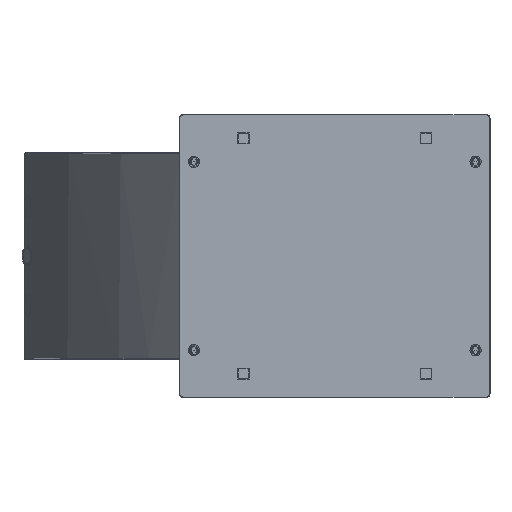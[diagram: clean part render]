
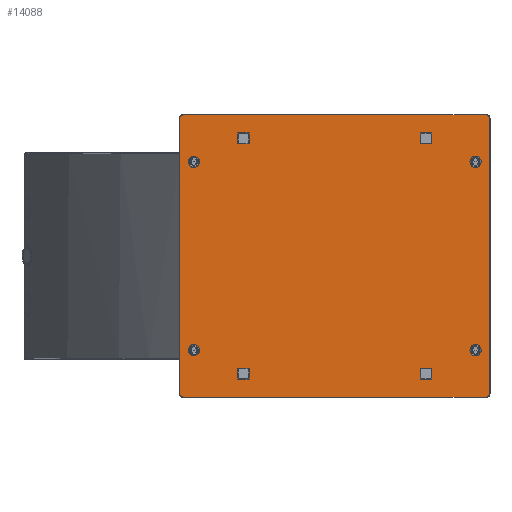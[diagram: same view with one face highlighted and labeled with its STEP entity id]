
A CAD part, front view. The second image highlights one B-rep face of the part: STEP entity #14088.
In plain terms, the highlighted planar face has unit normal (0, -1, 0).
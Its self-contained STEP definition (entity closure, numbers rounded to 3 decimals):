
#279=CIRCLE('',#17860,7.157);
#280=CIRCLE('',#17861,7.157);
#281=CIRCLE('',#17862,7.035);
#282=CIRCLE('',#17863,7.035);
#283=CIRCLE('',#17864,4.606);
#284=CIRCLE('',#17865,4.606);
#285=CIRCLE('',#17866,4.606);
#286=CIRCLE('',#17867,4.606);
#1018=PLANE('',#17859);
#3061=ORIENTED_EDGE('',*,*,#6445,.F.);
#3062=ORIENTED_EDGE('',*,*,#6446,.F.);
#3063=ORIENTED_EDGE('',*,*,#6447,.F.);
#3064=ORIENTED_EDGE('',*,*,#6448,.F.);
#3065=ORIENTED_EDGE('',*,*,#6449,.T.);
#3066=ORIENTED_EDGE('',*,*,#6450,.T.);
#3067=ORIENTED_EDGE('',*,*,#6451,.T.);
#3068=ORIENTED_EDGE('',*,*,#6452,.F.);
#3069=ORIENTED_EDGE('',*,*,#6453,.F.);
#3070=ORIENTED_EDGE('',*,*,#6454,.T.);
#3071=ORIENTED_EDGE('',*,*,#6455,.F.);
#3072=ORIENTED_EDGE('',*,*,#6456,.F.);
#3073=ORIENTED_EDGE('',*,*,#6457,.T.);
#3074=ORIENTED_EDGE('',*,*,#6458,.T.);
#3075=ORIENTED_EDGE('',*,*,#6459,.T.);
#3076=ORIENTED_EDGE('',*,*,#6460,.T.);
#3077=ORIENTED_EDGE('',*,*,#6461,.T.);
#3078=ORIENTED_EDGE('',*,*,#6462,.T.);
#3079=ORIENTED_EDGE('',*,*,#6463,.T.);
#3080=ORIENTED_EDGE('',*,*,#6464,.T.);
#3081=ORIENTED_EDGE('',*,*,#6465,.T.);
#3082=ORIENTED_EDGE('',*,*,#6466,.T.);
#3083=ORIENTED_EDGE('',*,*,#6467,.T.);
#3084=ORIENTED_EDGE('',*,*,#6468,.T.);
#3085=ORIENTED_EDGE('',*,*,#6469,.T.);
#3086=ORIENTED_EDGE('',*,*,#6470,.T.);
#3087=ORIENTED_EDGE('',*,*,#6471,.T.);
#3088=ORIENTED_EDGE('',*,*,#6472,.T.);
#6445=EDGE_CURVE('',#8267,#8267,#279,.T.);
#6446=EDGE_CURVE('',#8268,#8268,#280,.T.);
#6447=EDGE_CURVE('',#8269,#8269,#281,.T.);
#6448=EDGE_CURVE('',#8270,#8270,#282,.T.);
#6449=EDGE_CURVE('',#8271,#8272,#9618,.T.);
#6450=EDGE_CURVE('',#8272,#8273,#283,.T.);
#6451=EDGE_CURVE('',#8273,#8274,#9619,.T.);
#6452=EDGE_CURVE('',#8275,#8274,#284,.T.);
#6453=EDGE_CURVE('',#8276,#8275,#9620,.T.);
#6454=EDGE_CURVE('',#8276,#8277,#285,.T.);
#6455=EDGE_CURVE('',#8278,#8277,#9621,.T.);
#6456=EDGE_CURVE('',#8271,#8278,#286,.T.);
#6457=EDGE_CURVE('',#8279,#8280,#9622,.T.);
#6458=EDGE_CURVE('',#8280,#8281,#9623,.T.);
#6459=EDGE_CURVE('',#8281,#8282,#9624,.T.);
#6460=EDGE_CURVE('',#8282,#8279,#9625,.T.);
#6461=EDGE_CURVE('',#8283,#8284,#9626,.T.);
#6462=EDGE_CURVE('',#8284,#8285,#9627,.T.);
#6463=EDGE_CURVE('',#8285,#8286,#9628,.T.);
#6464=EDGE_CURVE('',#8286,#8283,#9629,.T.);
#6465=EDGE_CURVE('',#8287,#8288,#9630,.T.);
#6466=EDGE_CURVE('',#8288,#8289,#9631,.T.);
#6467=EDGE_CURVE('',#8289,#8290,#9632,.T.);
#6468=EDGE_CURVE('',#8290,#8287,#9633,.T.);
#6469=EDGE_CURVE('',#8291,#8292,#9634,.T.);
#6470=EDGE_CURVE('',#8292,#8293,#9635,.T.);
#6471=EDGE_CURVE('',#8293,#8294,#9636,.T.);
#6472=EDGE_CURVE('',#8294,#8291,#9637,.T.);
#8267=VERTEX_POINT('',#25176);
#8268=VERTEX_POINT('',#25178);
#8269=VERTEX_POINT('',#25180);
#8270=VERTEX_POINT('',#25182);
#8271=VERTEX_POINT('',#25184);
#8272=VERTEX_POINT('',#25185);
#8273=VERTEX_POINT('',#25187);
#8274=VERTEX_POINT('',#25189);
#8275=VERTEX_POINT('',#25191);
#8276=VERTEX_POINT('',#25193);
#8277=VERTEX_POINT('',#25195);
#8278=VERTEX_POINT('',#25197);
#8279=VERTEX_POINT('',#25200);
#8280=VERTEX_POINT('',#25201);
#8281=VERTEX_POINT('',#25203);
#8282=VERTEX_POINT('',#25205);
#8283=VERTEX_POINT('',#25208);
#8284=VERTEX_POINT('',#25209);
#8285=VERTEX_POINT('',#25211);
#8286=VERTEX_POINT('',#25213);
#8287=VERTEX_POINT('',#25216);
#8288=VERTEX_POINT('',#25217);
#8289=VERTEX_POINT('',#25219);
#8290=VERTEX_POINT('',#25221);
#8291=VERTEX_POINT('',#25224);
#8292=VERTEX_POINT('',#25225);
#8293=VERTEX_POINT('',#25227);
#8294=VERTEX_POINT('',#25229);
#9618=LINE('',#25183,#10907);
#9619=LINE('',#25188,#10908);
#9620=LINE('',#25192,#10909);
#9621=LINE('',#25196,#10910);
#9622=LINE('',#25199,#10911);
#9623=LINE('',#25202,#10912);
#9624=LINE('',#25204,#10913);
#9625=LINE('',#25206,#10914);
#9626=LINE('',#25207,#10915);
#9627=LINE('',#25210,#10916);
#9628=LINE('',#25212,#10917);
#9629=LINE('',#25214,#10918);
#9630=LINE('',#25215,#10919);
#9631=LINE('',#25218,#10920);
#9632=LINE('',#25220,#10921);
#9633=LINE('',#25222,#10922);
#9634=LINE('',#25223,#10923);
#9635=LINE('',#25226,#10924);
#9636=LINE('',#25228,#10925);
#9637=LINE('',#25230,#10926);
#10907=VECTOR('',#20272,1000.);
#10908=VECTOR('',#20275,1000.);
#10909=VECTOR('',#20278,1000.);
#10910=VECTOR('',#20281,1000.);
#10911=VECTOR('',#20284,1000.);
#10912=VECTOR('',#20285,1000.);
#10913=VECTOR('',#20286,1000.);
#10914=VECTOR('',#20287,1000.);
#10915=VECTOR('',#20288,1000.);
#10916=VECTOR('',#20289,1000.);
#10917=VECTOR('',#20290,1000.);
#10918=VECTOR('',#20291,1000.);
#10919=VECTOR('',#20292,1000.);
#10920=VECTOR('',#20293,1000.);
#10921=VECTOR('',#20294,1000.);
#10922=VECTOR('',#20295,1000.);
#10923=VECTOR('',#20296,1000.);
#10924=VECTOR('',#20297,1000.);
#10925=VECTOR('',#20298,1000.);
#10926=VECTOR('',#20299,1000.);
#12071=EDGE_LOOP('',(#3061));
#12072=EDGE_LOOP('',(#3062));
#12073=EDGE_LOOP('',(#3063));
#12074=EDGE_LOOP('',(#3064));
#12075=EDGE_LOOP('',(#3065,#3066,#3067,#3068,#3069,#3070,#3071,#3072));
#12076=EDGE_LOOP('',(#3073,#3074,#3075,#3076));
#12077=EDGE_LOOP('',(#3077,#3078,#3079,#3080));
#12078=EDGE_LOOP('',(#3081,#3082,#3083,#3084));
#12079=EDGE_LOOP('',(#3085,#3086,#3087,#3088));
#13055=FACE_BOUND('',#12071,.T.);
#13056=FACE_BOUND('',#12072,.T.);
#13057=FACE_BOUND('',#12073,.T.);
#13058=FACE_BOUND('',#12074,.T.);
#13059=FACE_BOUND('',#12075,.T.);
#13060=FACE_BOUND('',#12076,.T.);
#13061=FACE_BOUND('',#12077,.T.);
#13062=FACE_BOUND('',#12078,.T.);
#13063=FACE_BOUND('',#12079,.T.);
#14088=ADVANCED_FACE('',(#13055,#13056,#13057,#13058,#13059,#13060,#13061,
#13062,#13063),#1018,.T.);
#17859=AXIS2_PLACEMENT_3D('',#25174,#20262,#20263);
#17860=AXIS2_PLACEMENT_3D('',#25175,#20264,#20265);
#17861=AXIS2_PLACEMENT_3D('',#25177,#20266,#20267);
#17862=AXIS2_PLACEMENT_3D('',#25179,#20268,#20269);
#17863=AXIS2_PLACEMENT_3D('',#25181,#20270,#20271);
#17864=AXIS2_PLACEMENT_3D('',#25186,#20273,#20274);
#17865=AXIS2_PLACEMENT_3D('',#25190,#20276,#20277);
#17866=AXIS2_PLACEMENT_3D('',#25194,#20279,#20280);
#17867=AXIS2_PLACEMENT_3D('',#25198,#20282,#20283);
#20262=DIRECTION('',(0.,-1.,0.));
#20263=DIRECTION('',(0.,0.,-1.));
#20264=DIRECTION('',(0.,-1.,0.));
#20265=DIRECTION('',(0.,0.,-1.));
#20266=DIRECTION('',(0.,-1.,0.));
#20267=DIRECTION('',(0.,0.,-1.));
#20268=DIRECTION('',(0.,-1.,0.));
#20269=DIRECTION('',(0.,0.,-1.));
#20270=DIRECTION('',(0.,-1.,0.));
#20271=DIRECTION('',(0.,0.,-1.));
#20272=DIRECTION('',(0.,0.,-1.));
#20273=DIRECTION('',(0.,-1.,0.));
#20274=DIRECTION('',(0.,0.,-1.));
#20275=DIRECTION('',(1.,0.,0.));
#20276=DIRECTION('',(0.,1.,0.));
#20277=DIRECTION('',(0.,0.,-1.));
#20278=DIRECTION('',(0.,0.,-1.));
#20279=DIRECTION('',(0.,-1.,0.));
#20280=DIRECTION('',(0.,0.,-1.));
#20281=DIRECTION('',(1.,0.,0.));
#20282=DIRECTION('',(0.,1.,0.));
#20283=DIRECTION('',(0.,0.,-1.));
#20284=DIRECTION('',(-1.,0.,0.));
#20285=DIRECTION('',(0.,0.,1.));
#20286=DIRECTION('',(1.,0.,0.));
#20287=DIRECTION('',(0.,0.,-1.));
#20288=DIRECTION('',(-1.,0.,0.));
#20289=DIRECTION('',(0.,0.,1.));
#20290=DIRECTION('',(1.,0.,0.));
#20291=DIRECTION('',(0.,0.,-1.));
#20292=DIRECTION('',(1.,0.,0.));
#20293=DIRECTION('',(0.,0.,-1.));
#20294=DIRECTION('',(-1.,0.,0.));
#20295=DIRECTION('',(0.,0.,1.));
#20296=DIRECTION('',(1.,0.,0.));
#20297=DIRECTION('',(0.,0.,-1.));
#20298=DIRECTION('',(-1.,0.,0.));
#20299=DIRECTION('',(0.,0.,1.));
#25174=CARTESIAN_POINT('',(-192.9,-4.5,-175.3));
#25175=CARTESIAN_POINT('',(179.5,-4.5,-120.));
#25176=CARTESIAN_POINT('',(179.5,-4.5,-127.157));
#25177=CARTESIAN_POINT('',(179.5,-4.5,120.));
#25178=CARTESIAN_POINT('',(179.5,-4.5,112.843));
#25179=CARTESIAN_POINT('',(-179.5,-4.5,120.));
#25180=CARTESIAN_POINT('',(-179.5,-4.5,112.965));
#25181=CARTESIAN_POINT('',(-179.5,-4.5,-120.));
#25182=CARTESIAN_POINT('',(-179.5,-4.5,-127.035));
#25183=CARTESIAN_POINT('',(-197.506,-4.5,-175.3));
#25184=CARTESIAN_POINT('',(-197.506,-4.5,175.3));
#25185=CARTESIAN_POINT('',(-197.506,-4.5,-175.3));
#25186=CARTESIAN_POINT('',(-192.9,-4.5,-175.3));
#25187=CARTESIAN_POINT('',(-192.9,-4.5,-179.906));
#25188=CARTESIAN_POINT('',(-192.9,-4.5,-179.906));
#25189=CARTESIAN_POINT('',(192.9,-4.5,-179.906));
#25190=CARTESIAN_POINT('',(192.9,-4.5,-175.3));
#25191=CARTESIAN_POINT('',(197.506,-4.5,-175.3));
#25192=CARTESIAN_POINT('',(197.506,-4.5,-180.3));
#25193=CARTESIAN_POINT('',(197.506,-4.5,175.3));
#25194=CARTESIAN_POINT('',(192.9,-4.5,175.3));
#25195=CARTESIAN_POINT('',(192.9,-4.5,179.906));
#25196=CARTESIAN_POINT('',(-197.9,-4.5,179.906));
#25197=CARTESIAN_POINT('',(-192.9,-4.5,179.906));
#25198=CARTESIAN_POINT('',(-192.9,-4.5,175.3));
#25199=CARTESIAN_POINT('',(-192.9,-4.5,-156.83));
#25200=CARTESIAN_POINT('',(-109.16,-4.5,-156.83));
#25201=CARTESIAN_POINT('',(-123.54,-4.5,-156.83));
#25202=CARTESIAN_POINT('',(-123.54,-4.5,-175.3));
#25203=CARTESIAN_POINT('',(-123.54,-4.5,-143.05));
#25204=CARTESIAN_POINT('',(-192.9,-4.5,-143.05));
#25205=CARTESIAN_POINT('',(-109.16,-4.5,-143.05));
#25206=CARTESIAN_POINT('',(-109.16,-4.5,-175.3));
#25207=CARTESIAN_POINT('',(-192.9,-4.5,143.05));
#25208=CARTESIAN_POINT('',(-109.16,-4.5,143.05));
#25209=CARTESIAN_POINT('',(-123.54,-4.5,143.05));
#25210=CARTESIAN_POINT('',(-123.54,-4.5,-175.3));
#25211=CARTESIAN_POINT('',(-123.54,-4.5,156.83));
#25212=CARTESIAN_POINT('',(-192.9,-4.5,156.83));
#25213=CARTESIAN_POINT('',(-109.16,-4.5,156.83));
#25214=CARTESIAN_POINT('',(-109.16,-4.5,-175.3));
#25215=CARTESIAN_POINT('',(-192.9,-4.5,156.83));
#25216=CARTESIAN_POINT('',(109.16,-4.5,156.83));
#25217=CARTESIAN_POINT('',(123.54,-4.5,156.83));
#25218=CARTESIAN_POINT('',(123.54,-4.5,-175.3));
#25219=CARTESIAN_POINT('',(123.54,-4.5,143.05));
#25220=CARTESIAN_POINT('',(-192.9,-4.5,143.05));
#25221=CARTESIAN_POINT('',(109.16,-4.5,143.05));
#25222=CARTESIAN_POINT('',(109.16,-4.5,-175.3));
#25223=CARTESIAN_POINT('',(-192.9,-4.5,-143.05));
#25224=CARTESIAN_POINT('',(109.16,-4.5,-143.05));
#25225=CARTESIAN_POINT('',(123.54,-4.5,-143.05));
#25226=CARTESIAN_POINT('',(123.54,-4.5,-175.3));
#25227=CARTESIAN_POINT('',(123.54,-4.5,-156.83));
#25228=CARTESIAN_POINT('',(-192.9,-4.5,-156.83));
#25229=CARTESIAN_POINT('',(109.16,-4.5,-156.83));
#25230=CARTESIAN_POINT('',(109.16,-4.5,-175.3));
